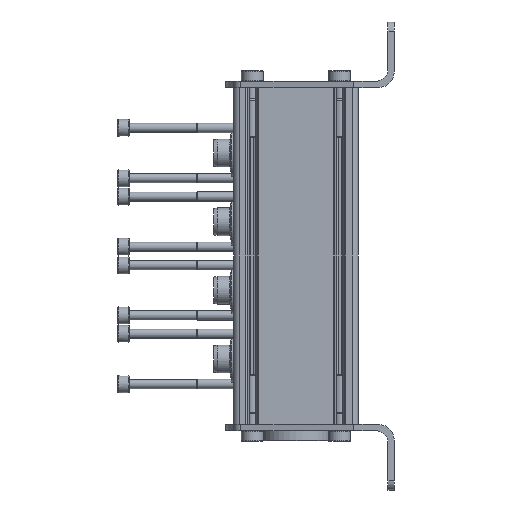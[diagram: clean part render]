
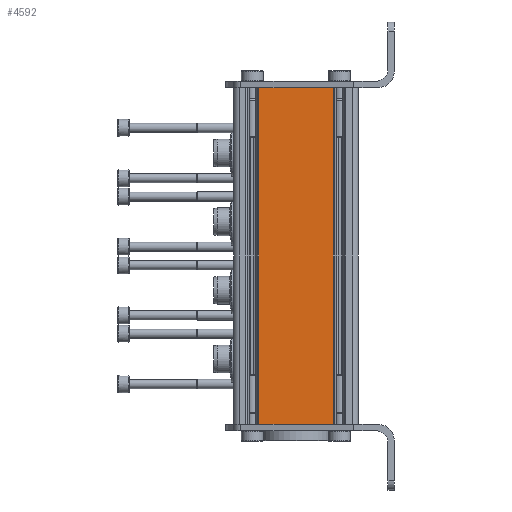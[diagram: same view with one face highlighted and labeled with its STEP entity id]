
A CAD part, left-side view. The second image highlights one B-rep face of the part: STEP entity #4592.
In plain terms, the highlighted planar face has unit normal (-1, 0, 0).
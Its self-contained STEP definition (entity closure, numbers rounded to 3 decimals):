
#306=LINE('',#7479,#626);
#307=LINE('',#7481,#627);
#308=LINE('',#7483,#628);
#309=LINE('',#7485,#629);
#626=VECTOR('',#5907,1000.);
#627=VECTOR('',#5910,1000.);
#628=VECTOR('',#5911,1000.);
#629=VECTOR('',#5912,1000.);
#850=PLANE('',#5036);
#1510=ORIENTED_EDGE('',*,*,#2689,.F.);
#1511=ORIENTED_EDGE('',*,*,#2688,.F.);
#1512=ORIENTED_EDGE('',*,*,#2690,.T.);
#1513=ORIENTED_EDGE('',*,*,#2691,.T.);
#2688=EDGE_CURVE('',#3245,#3244,#306,.T.);
#2689=EDGE_CURVE('',#3244,#3246,#307,.T.);
#2690=EDGE_CURVE('',#3245,#3247,#308,.T.);
#2691=EDGE_CURVE('',#3247,#3246,#309,.T.);
#3244=VERTEX_POINT('',#7476);
#3245=VERTEX_POINT('',#7478);
#3246=VERTEX_POINT('',#7482);
#3247=VERTEX_POINT('',#7484);
#3657=EDGE_LOOP('',(#1510,#1511,#1512,#1513));
#4071=FACE_BOUND('',#3657,.T.);
#4592=ADVANCED_FACE('',(#4071),#850,.T.);
#5036=AXIS2_PLACEMENT_3D('',#7480,#5908,#5909);
#5907=DIRECTION('',(0.,0.,1.));
#5908=DIRECTION('',(-1.,0.,0.));
#5909=DIRECTION('',(0.,0.,1.));
#5910=DIRECTION('',(0.,-1.,0.));
#5911=DIRECTION('',(0.,-1.,0.));
#5912=DIRECTION('',(0.,0.,1.));
#7476=CARTESIAN_POINT('',(-11.5,11.979,0.));
#7478=CARTESIAN_POINT('',(-11.5,11.979,-108.));
#7479=CARTESIAN_POINT('',(-11.5,11.979,-108.));
#7480=CARTESIAN_POINT('',(-11.5,11.979,-108.));
#7481=CARTESIAN_POINT('',(-11.5,11.979,0.));
#7482=CARTESIAN_POINT('',(-11.5,-11.979,0.));
#7483=CARTESIAN_POINT('',(-11.5,11.979,-108.));
#7484=CARTESIAN_POINT('',(-11.5,-11.979,-108.));
#7485=CARTESIAN_POINT('',(-11.5,-11.979,-108.));
